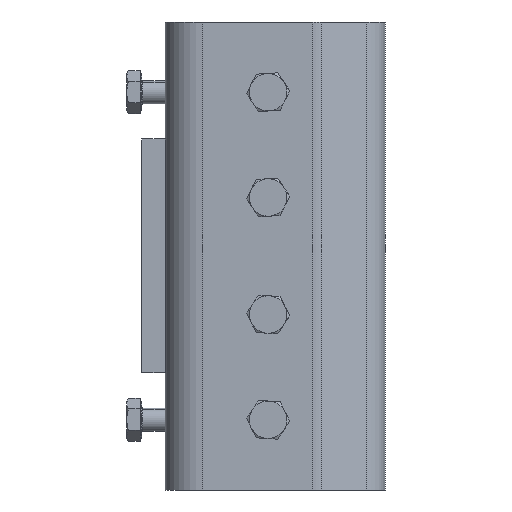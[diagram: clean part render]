
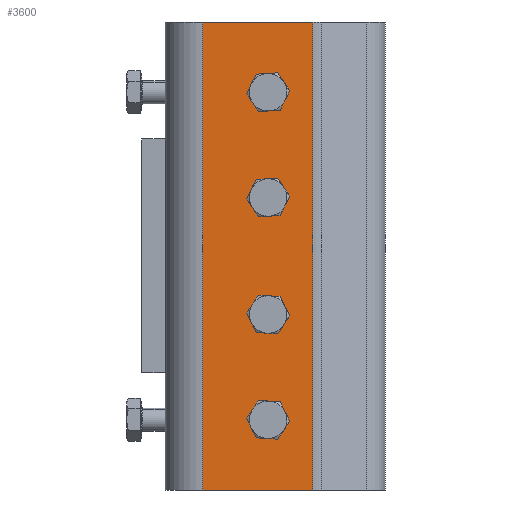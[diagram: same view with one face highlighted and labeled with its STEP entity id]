
A CAD part, left-side view. The second image highlights one B-rep face of the part: STEP entity #3600.
In plain terms, the highlighted planar face has unit normal (-1, 0, 0).
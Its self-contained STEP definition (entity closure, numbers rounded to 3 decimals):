
#8 = FACE_BOUND ( 'NONE', #823, .T. ) ;
#67 = DIRECTION ( 'NONE',  ( 0., 1., 0. ) ) ;
#111 = FACE_BOUND ( 'NONE', #330, .T. ) ;
#169 = VECTOR ( 'NONE', #3413, 1000. ) ;
#176 = EDGE_LOOP ( 'NONE', ( #4190, #3592 ) ) ;
#235 = CARTESIAN_POINT ( 'NONE',  ( -50., 31., 200. ) ) ;
#239 = AXIS2_PLACEMENT_3D ( 'NONE', #4045, #1954, #4394 ) ;
#260 = EDGE_CURVE ( 'NONE', #2457, #2669, #1549, .T. ) ;
#267 = AXIS2_PLACEMENT_3D ( 'NONE', #1114, #3557, #1467 ) ;
#272 = DIRECTION ( 'NONE',  ( -1., 0., 0. ) ) ;
#319 = ORIENTED_EDGE ( 'NONE', *, *, #4456, .F. ) ;
#330 = EDGE_LOOP ( 'NONE', ( #636, #2026 ) ) ;
#331 = CARTESIAN_POINT ( 'NONE',  ( -50., -16.06, 200. ) ) ;
#373 = CARTESIAN_POINT ( 'NONE',  ( -50., 3., 34.25 ) ) ;
#399 = CARTESIAN_POINT ( 'NONE',  ( -50., 3., 30. ) ) ;
#502 = ORIENTED_EDGE ( 'NONE', *, *, #723, .F. ) ;
#575 = EDGE_CURVE ( 'NONE', #3810, #4258, #685, .T. ) ;
#588 = EDGE_CURVE ( 'NONE', #4307, #2861, #2433, .T. ) ;
#596 = ORIENTED_EDGE ( 'NONE', *, *, #3357, .F. ) ;
#603 = VECTOR ( 'NONE', #2973, 1000. ) ;
#636 = ORIENTED_EDGE ( 'NONE', *, *, #2056, .F. ) ;
#671 = CARTESIAN_POINT ( 'NONE',  ( -50., -16.06, 200. ) ) ;
#685 = LINE ( 'NONE', #4226, #1492 ) ;
#700 = DIRECTION ( 'NONE',  ( -1., 0., 0. ) ) ;
#720 = CIRCLE ( 'NONE', #2512, 4.25 ) ;
#723 = EDGE_CURVE ( 'NONE', #2861, #4307, #1658, .T. ) ;
#729 = CARTESIAN_POINT ( 'NONE',  ( -50., 31., 0. ) ) ;
#746 = DIRECTION ( 'NONE',  ( 0., 0., 1. ) ) ;
#823 = EDGE_LOOP ( 'NONE', ( #502, #2677 ) ) ;
#824 = FACE_BOUND ( 'NONE', #176, .T. ) ;
#846 = AXIS2_PLACEMENT_3D ( 'NONE', #4266, #1806, #1487 ) ;
#968 = CARTESIAN_POINT ( 'NONE',  ( -50., 3., 129.25 ) ) ;
#974 = VERTEX_POINT ( 'NONE', #968 ) ;
#1052 = AXIS2_PLACEMENT_3D ( 'NONE', #1940, #1667, #1585 ) ;
#1114 = CARTESIAN_POINT ( 'NONE',  ( -50., 3., 75. ) ) ;
#1148 = LINE ( 'NONE', #671, #2905 ) ;
#1397 = ORIENTED_EDGE ( 'NONE', *, *, #2097, .T. ) ;
#1467 = DIRECTION ( 'NONE',  ( 0., 0., 1. ) ) ;
#1487 = DIRECTION ( 'NONE',  ( 0., 0., 1. ) ) ;
#1492 = VECTOR ( 'NONE', #67, 1000. ) ;
#1549 = CIRCLE ( 'NONE', #4404, 4.25 ) ;
#1585 = DIRECTION ( 'NONE',  ( 0., 0., 1. ) ) ;
#1596 = PLANE ( 'NONE',  #239 ) ;
#1630 = CARTESIAN_POINT ( 'NONE',  ( -50., -16.06, 0. ) ) ;
#1656 = CARTESIAN_POINT ( 'NONE',  ( -50., 31., 200. ) ) ;
#1657 = CARTESIAN_POINT ( 'NONE',  ( -50., 3., 30. ) ) ;
#1658 = CIRCLE ( 'NONE', #3813, 4.25 ) ;
#1667 = DIRECTION ( 'NONE',  ( -1., 0., 0. ) ) ;
#1737 = VERTEX_POINT ( 'NONE', #2226 ) ;
#1806 = DIRECTION ( 'NONE',  ( -1., 0., 0. ) ) ;
#1827 = DIRECTION ( 'NONE',  ( 0., 0., 1. ) ) ;
#1915 = CARTESIAN_POINT ( 'NONE',  ( -50., 0., 0. ) ) ;
#1940 = CARTESIAN_POINT ( 'NONE',  ( -50., 3., 170. ) ) ;
#1954 = DIRECTION ( 'NONE',  ( -1., 0., 0. ) ) ;
#1967 = CARTESIAN_POINT ( 'NONE',  ( -50., 3., 79.25 ) ) ;
#1973 = CIRCLE ( 'NONE', #4342, 4.25 ) ;
#2010 = DIRECTION ( 'NONE',  ( 0., 0., 1. ) ) ;
#2026 = ORIENTED_EDGE ( 'NONE', *, *, #2539, .F. ) ;
#2056 = EDGE_CURVE ( 'NONE', #1737, #3846, #2309, .T. ) ;
#2097 = EDGE_CURVE ( 'NONE', #3684, #3810, #1148, .T. ) ;
#2162 = CARTESIAN_POINT ( 'NONE',  ( -50., 3., 120.75 ) ) ;
#2201 = CARTESIAN_POINT ( 'NONE',  ( -50., 3., 25.75 ) ) ;
#2226 = CARTESIAN_POINT ( 'NONE',  ( -50., 3., 174.25 ) ) ;
#2276 = ORIENTED_EDGE ( 'NONE', *, *, #4316, .T. ) ;
#2309 = CIRCLE ( 'NONE', #1052, 4.25 ) ;
#2356 = DIRECTION ( 'NONE',  ( 0., 0., 1. ) ) ;
#2379 = DIRECTION ( 'NONE',  ( 0., 0., 1. ) ) ;
#2382 = EDGE_LOOP ( 'NONE', ( #596, #1397, #2397, #2276 ) ) ;
#2397 = ORIENTED_EDGE ( 'NONE', *, *, #575, .T. ) ;
#2433 = CIRCLE ( 'NONE', #267, 4.25 ) ;
#2457 = VERTEX_POINT ( 'NONE', #2201 ) ;
#2469 = VERTEX_POINT ( 'NONE', #2162 ) ;
#2510 = DIRECTION ( 'NONE',  ( -1., 0., 0. ) ) ;
#2512 = AXIS2_PLACEMENT_3D ( 'NONE', #399, #2820, #746 ) ;
#2539 = EDGE_CURVE ( 'NONE', #3846, #1737, #2650, .T. ) ;
#2571 = FACE_OUTER_BOUND ( 'NONE', #2382, .T. ) ;
#2638 = EDGE_CURVE ( 'NONE', #2469, #974, #1973, .T. ) ;
#2650 = CIRCLE ( 'NONE', #846, 4.25 ) ;
#2669 = VERTEX_POINT ( 'NONE', #373 ) ;
#2677 = ORIENTED_EDGE ( 'NONE', *, *, #588, .F. ) ;
#2744 = ORIENTED_EDGE ( 'NONE', *, *, #2638, .F. ) ;
#2784 = CARTESIAN_POINT ( 'NONE',  ( -50., 3., 125. ) ) ;
#2820 = DIRECTION ( 'NONE',  ( -1., 0., 0. ) ) ;
#2854 = CARTESIAN_POINT ( 'NONE',  ( -50., 3., 125. ) ) ;
#2861 = VERTEX_POINT ( 'NONE', #1967 ) ;
#2905 = VECTOR ( 'NONE', #2379, 1000. ) ;
#2949 = CARTESIAN_POINT ( 'NONE',  ( -50., 3., 75. ) ) ;
#2973 = DIRECTION ( 'NONE',  ( 0., 1., 0. ) ) ;
#3138 = DIRECTION ( 'NONE',  ( 0., 0., 1. ) ) ;
#3161 = CARTESIAN_POINT ( 'NONE',  ( -50., 3., 165.75 ) ) ;
#3318 = EDGE_CURVE ( 'NONE', #2669, #2457, #720, .T. ) ;
#3319 = CIRCLE ( 'NONE', #4118, 4.25 ) ;
#3357 = EDGE_CURVE ( 'NONE', #3684, #3864, #3385, .T. ) ;
#3385 = LINE ( 'NONE', #1915, #603 ) ;
#3413 = DIRECTION ( 'NONE',  ( 0., 0., -1. ) ) ;
#3477 = FACE_BOUND ( 'NONE', #4172, .T. ) ;
#3528 = LINE ( 'NONE', #1656, #169 ) ;
#3557 = DIRECTION ( 'NONE',  ( -1., 0., 0. ) ) ;
#3592 = ORIENTED_EDGE ( 'NONE', *, *, #260, .F. ) ;
#3600 = ADVANCED_FACE ( 'NONE', ( #8, #3477, #824, #111, #2571 ), #1596, .T. ) ;
#3684 = VERTEX_POINT ( 'NONE', #1630 ) ;
#3741 = CARTESIAN_POINT ( 'NONE',  ( -50., 3., 70.75 ) ) ;
#3810 = VERTEX_POINT ( 'NONE', #331 ) ;
#3813 = AXIS2_PLACEMENT_3D ( 'NONE', #2949, #272, #2356 ) ;
#3846 = VERTEX_POINT ( 'NONE', #3161 ) ;
#3864 = VERTEX_POINT ( 'NONE', #729 ) ;
#4045 = CARTESIAN_POINT ( 'NONE',  ( -50., 0., 200. ) ) ;
#4099 = DIRECTION ( 'NONE',  ( -1., 0., 0. ) ) ;
#4118 = AXIS2_PLACEMENT_3D ( 'NONE', #2784, #700, #3138 ) ;
#4172 = EDGE_LOOP ( 'NONE', ( #319, #2744 ) ) ;
#4190 = ORIENTED_EDGE ( 'NONE', *, *, #3318, .F. ) ;
#4226 = CARTESIAN_POINT ( 'NONE',  ( -50., 0., 200. ) ) ;
#4258 = VERTEX_POINT ( 'NONE', #235 ) ;
#4266 = CARTESIAN_POINT ( 'NONE',  ( -50., 3., 170. ) ) ;
#4307 = VERTEX_POINT ( 'NONE', #3741 ) ;
#4316 = EDGE_CURVE ( 'NONE', #4258, #3864, #3528, .T. ) ;
#4342 = AXIS2_PLACEMENT_3D ( 'NONE', #2854, #2510, #1827 ) ;
#4394 = DIRECTION ( 'NONE',  ( 0., 0., 1. ) ) ;
#4404 = AXIS2_PLACEMENT_3D ( 'NONE', #1657, #4099, #2010 ) ;
#4456 = EDGE_CURVE ( 'NONE', #974, #2469, #3319, .T. ) ;
